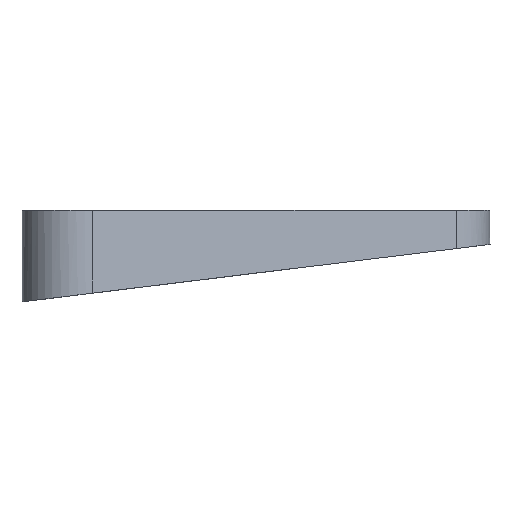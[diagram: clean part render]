
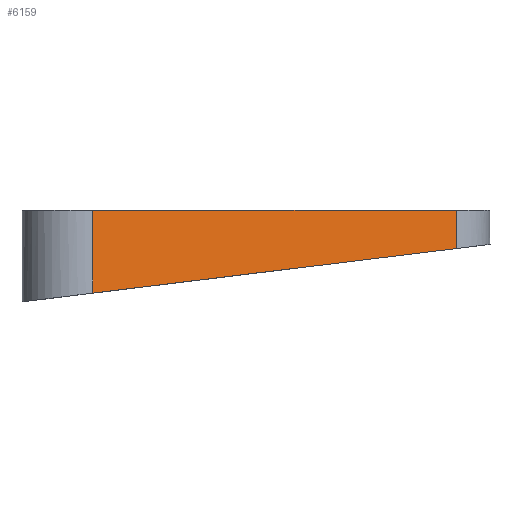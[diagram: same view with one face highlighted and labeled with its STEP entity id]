
A CAD part, left-side view. The second image highlights one B-rep face of the part: STEP entity #6159.
In plain terms, the highlighted planar face has unit normal (-0.935, -0.356, 0).
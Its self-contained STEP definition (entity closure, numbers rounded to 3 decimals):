
#241 = CARTESIAN_POINT ( 'NONE',  ( 206.186, 22.759, -1.106 ) ) ;
#257 = VECTOR ( 'NONE', #1417, 1000. ) ;
#530 = VERTEX_POINT ( 'NONE', #1478 ) ;
#620 = CARTESIAN_POINT ( 'NONE',  ( 206.186, 22.759, -17.643 ) ) ;
#785 = VECTOR ( 'NONE', #2319, 1000. ) ;
#1113 = VECTOR ( 'NONE', #6253, 1000. ) ;
#1417 = DIRECTION ( 'NONE',  ( 0., 0., 1. ) ) ;
#1478 = CARTESIAN_POINT ( 'NONE',  ( 193.052, 57.264, -14. ) ) ;
#1511 = DIRECTION ( 'NONE',  ( 0., 0., -1. ) ) ;
#1573 = DIRECTION ( 'NONE',  ( -0.356, 0.935, 0. ) ) ;
#2066 = CARTESIAN_POINT ( 'NONE',  ( 193.052, 57.264, -17.501 ) ) ;
#2215 = CARTESIAN_POINT ( 'NONE',  ( 188.611, 68.931, -1.106 ) ) ;
#2319 = DIRECTION ( 'NONE',  ( -0.356, 0.935, 0. ) ) ;
#2571 = LINE ( 'NONE', #2066, #257 ) ;
#2643 = VERTEX_POINT ( 'NONE', #3914 ) ;
#2780 = VECTOR ( 'NONE', #1511, 1000. ) ;
#2802 = LINE ( 'NONE', #7666, #1113 ) ;
#2958 = DIRECTION ( 'NONE',  ( 0.935, 0.356, 0. ) ) ;
#3747 = ORIENTED_EDGE ( 'NONE', *, *, #7046, .F. ) ;
#3891 = EDGE_CURVE ( 'NONE', #4595, #2643, #2802, .T. ) ;
#3914 = CARTESIAN_POINT ( 'NONE',  ( 193.052, 57.264, -21.879 ) ) ;
#4368 = ORIENTED_EDGE ( 'NONE', *, *, #3891, .F. ) ;
#4595 = VERTEX_POINT ( 'NONE', #620 ) ;
#4683 = FACE_OUTER_BOUND ( 'NONE', #6133, .T. ) ;
#4849 = PLANE ( 'NONE',  #7875 ) ;
#5195 = EDGE_CURVE ( 'NONE', #6989, #530, #5338, .T. ) ;
#5338 = LINE ( 'NONE', #8383, #785 ) ;
#5726 = ORIENTED_EDGE ( 'NONE', *, *, #5738, .F. ) ;
#5738 = EDGE_CURVE ( 'NONE', #6989, #4595, #8389, .T. ) ;
#6010 = CARTESIAN_POINT ( 'NONE',  ( 206.186, 22.759, -14. ) ) ;
#6133 = EDGE_LOOP ( 'NONE', ( #5726, #7232, #3747, #4368 ) ) ;
#6159 = ADVANCED_FACE ( 'NONE', ( #4683 ), #4849, .F. ) ;
#6253 = DIRECTION ( 'NONE',  ( -0.353, 0.928, -0.114 ) ) ;
#6989 = VERTEX_POINT ( 'NONE', #6010 ) ;
#7046 = EDGE_CURVE ( 'NONE', #2643, #530, #2571, .T. ) ;
#7232 = ORIENTED_EDGE ( 'NONE', *, *, #5195, .T. ) ;
#7666 = CARTESIAN_POINT ( 'NONE',  ( 206.186, 22.759, -17.643 ) ) ;
#7875 = AXIS2_PLACEMENT_3D ( 'NONE', #2215, #2958, #1573 ) ;
#8383 = CARTESIAN_POINT ( 'NONE',  ( 206.186, 22.759, -14. ) ) ;
#8389 = LINE ( 'NONE', #241, #2780 ) ;
